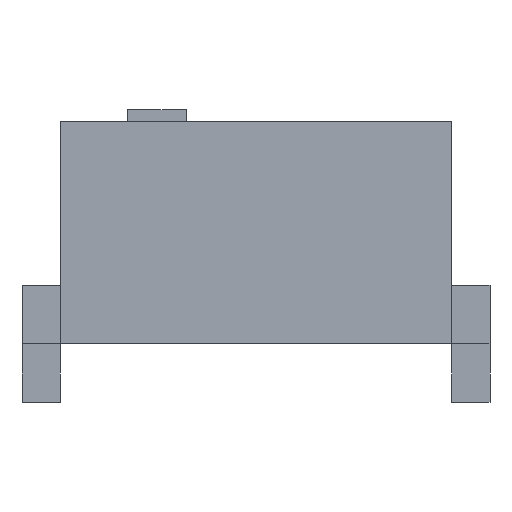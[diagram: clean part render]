
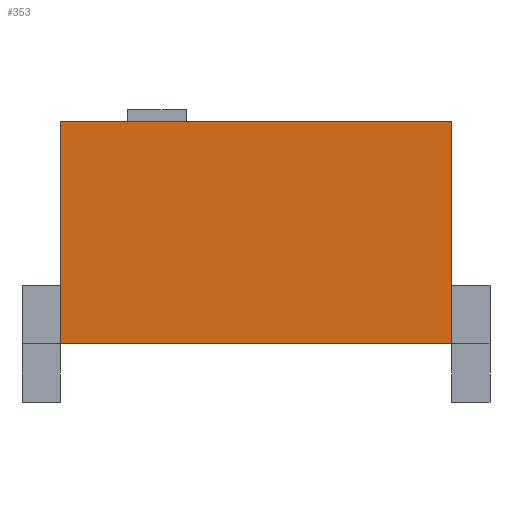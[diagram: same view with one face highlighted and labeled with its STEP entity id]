
A CAD part, front view. The second image highlights one B-rep face of the part: STEP entity #353.
In plain terms, the highlighted planar face has unit normal (0, -1, 0).
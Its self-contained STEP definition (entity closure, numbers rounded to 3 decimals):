
#353=ADVANCED_FACE('',(#569),#3079,.T.);
#569=FACE_OUTER_BOUND('',#785,.T.);
#785=EDGE_LOOP('',(#1010,#1011,#1012,#1013));
#1010=ORIENTED_EDGE('',*,*,#1898,.T.);
#1011=ORIENTED_EDGE('',*,*,#1899,.T.);
#1012=ORIENTED_EDGE('',*,*,#1900,.F.);
#1013=ORIENTED_EDGE('',*,*,#1895,.F.);
#1895=EDGE_CURVE('',#2783,#2784,#2339,.T.);
#1898=EDGE_CURVE('',#2783,#2786,#2342,.T.);
#1899=EDGE_CURVE('',#2786,#2787,#2343,.T.);
#1900=EDGE_CURVE('',#2784,#2787,#2344,.T.);
#2339=B_SPLINE_CURVE_WITH_KNOTS('',1,(#3846,#3847),.UNSPECIFIED.,.F.,.F.,
(2,2),(0.,3.8),.UNSPECIFIED.);
#2342=B_SPLINE_CURVE_WITH_KNOTS('',1,(#3852,#3853),.UNSPECIFIED.,.F.,.F.,
(2,2),(16.71,23.41),.UNSPECIFIED.);
#2343=B_SPLINE_CURVE_WITH_KNOTS('',1,(#3854,#3855),.UNSPECIFIED.,.F.,.F.,
(2,2),(0.,3.8),.UNSPECIFIED.);
#2344=B_SPLINE_CURVE_WITH_KNOTS('',1,(#3856,#3857),.UNSPECIFIED.,.F.,.F.,
(2,2),(16.71,23.41),.UNSPECIFIED.);
#2783=VERTEX_POINT('',#3789);
#2784=VERTEX_POINT('',#3790);
#2786=VERTEX_POINT('',#3792);
#2787=VERTEX_POINT('',#3793);
#3079=PLANE('',#3315);
#3315=AXIS2_PLACEMENT_3D('',#3753,#3534,$);
#3534=DIRECTION('',(0.,-1.,0.));
#3753=CARTESIAN_POINT('',(-3.358,-15.056,0.));
#3789=CARTESIAN_POINT('',(-3.358,-15.056,0.));
#3790=CARTESIAN_POINT('',(-3.358,-15.056,3.8));
#3792=CARTESIAN_POINT('',(3.342,-15.056,0.));
#3793=CARTESIAN_POINT('',(3.342,-15.056,3.8));
#3846=CARTESIAN_POINT('',(-3.358,-15.056,0.));
#3847=CARTESIAN_POINT('',(-3.358,-15.056,3.8));
#3852=CARTESIAN_POINT('',(-3.358,-15.056,0.));
#3853=CARTESIAN_POINT('',(3.342,-15.056,0.));
#3854=CARTESIAN_POINT('',(3.342,-15.056,0.));
#3855=CARTESIAN_POINT('',(3.342,-15.056,3.8));
#3856=CARTESIAN_POINT('',(-3.358,-15.056,3.8));
#3857=CARTESIAN_POINT('',(3.342,-15.056,3.8));
